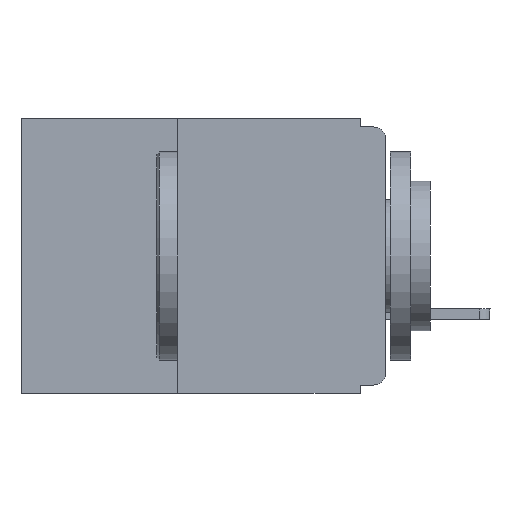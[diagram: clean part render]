
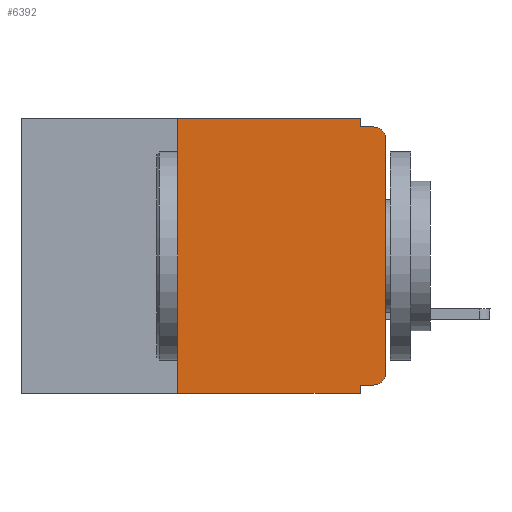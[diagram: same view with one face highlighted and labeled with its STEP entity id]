
A CAD part, left-side view. The second image highlights one B-rep face of the part: STEP entity #6392.
In plain terms, the highlighted planar face has unit normal (-1, 0, 0).
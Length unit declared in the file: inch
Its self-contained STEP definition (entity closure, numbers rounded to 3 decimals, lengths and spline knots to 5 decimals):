
#429 = DIRECTION ( 'NONE',  ( 0., -1., 0. ) ) ;
#478 = EDGE_CURVE ( 'NONE', #3705, #10073, #6818, .T. ) ;
#551 = DIRECTION ( 'NONE',  ( 0., 0., -1. ) ) ;
#582 = ORIENTED_EDGE ( 'NONE', *, *, #4002, .F. ) ;
#605 = CARTESIAN_POINT ( 'NONE',  ( 0., 0., -0.025 ) ) ;
#632 = VERTEX_POINT ( 'NONE', #605 ) ;
#655 = CARTESIAN_POINT ( 'NONE',  ( 0., 0.015, -0.025 ) ) ;
#699 = LINE ( 'NONE', #3453, #8720 ) ;
#786 = DIRECTION ( 'NONE',  ( 0., 0., -1. ) ) ;
#1240 = VECTOR ( 'NONE', #429, 39.37008 ) ;
#1346 = CARTESIAN_POINT ( 'NONE',  ( 0., 0.437, 0. ) ) ;
#1416 = DIRECTION ( 'NONE',  ( 0., -1., 0. ) ) ;
#1444 = ORIENTED_EDGE ( 'NONE', *, *, #11277, .T. ) ;
#1570 = DIRECTION ( 'NONE',  ( -1., 0., 0. ) ) ;
#1573 = ORIENTED_EDGE ( 'NONE', *, *, #8601, .T. ) ;
#1624 = DIRECTION ( 'NONE',  ( -1., 0., 0. ) ) ;
#1688 = CARTESIAN_POINT ( 'NONE',  ( 0., 0.031, -0.33 ) ) ;
#1794 = EDGE_CURVE ( 'NONE', #7703, #632, #2073, .T. ) ;
#1889 = CARTESIAN_POINT ( 'NONE',  ( 0., 0.015, -0.32 ) ) ;
#1897 = AXIS2_PLACEMENT_3D ( 'NONE', #9788, #1624, #786 ) ;
#2073 = LINE ( 'NONE', #2835, #7085 ) ;
#2253 = CARTESIAN_POINT ( 'NONE',  ( 0., 0.015, -0.01 ) ) ;
#2349 = CARTESIAN_POINT ( 'NONE',  ( 0., 0.031, 0. ) ) ;
#2377 = EDGE_LOOP ( 'NONE', ( #6275, #3108, #6164, #11235, #10894, #7979, #1444, #9003, #582, #1573 ) ) ;
#2454 = LINE ( 'NONE', #6337, #6034 ) ;
#2485 = EDGE_CURVE ( 'NONE', #10765, #10722, #11403, .T. ) ;
#2619 = CARTESIAN_POINT ( 'NONE',  ( 0., 0.031, -0.32 ) ) ;
#2775 = VERTEX_POINT ( 'NONE', #3441 ) ;
#2808 = DIRECTION ( 'NONE',  ( 0., 1., 0. ) ) ;
#2835 = CARTESIAN_POINT ( 'NONE',  ( 0., 0., 0. ) ) ;
#3085 = CARTESIAN_POINT ( 'NONE',  ( 0., 0.25, -0.33 ) ) ;
#3108 = ORIENTED_EDGE ( 'NONE', *, *, #3850, .T. ) ;
#3155 = DIRECTION ( 'NONE',  ( 0., -1., 0. ) ) ;
#3208 = CARTESIAN_POINT ( 'NONE',  ( 0., 0.25, 0. ) ) ;
#3441 = CARTESIAN_POINT ( 'NONE',  ( 0., 0.031, -0.33 ) ) ;
#3453 = CARTESIAN_POINT ( 'NONE',  ( 0., 0.031, 0. ) ) ;
#3488 = VECTOR ( 'NONE', #9506, 39.37008 ) ;
#3705 = VERTEX_POINT ( 'NONE', #7893 ) ;
#3718 = FACE_OUTER_BOUND ( 'NONE', #2377, .T. ) ;
#3850 = EDGE_CURVE ( 'NONE', #632, #10073, #5903, .T. ) ;
#3865 = VECTOR ( 'NONE', #1416, 39.37008 ) ;
#4002 = EDGE_CURVE ( 'NONE', #5935, #5863, #2454, .T. ) ;
#4161 = LINE ( 'NONE', #1688, #11227 ) ;
#4272 = CARTESIAN_POINT ( 'NONE',  ( 0., 0.437, 0. ) ) ;
#4567 = DIRECTION ( 'NONE',  ( 0., 0., -1. ) ) ;
#4902 = CARTESIAN_POINT ( 'NONE',  ( 0., 0., -0.01 ) ) ;
#4907 = CARTESIAN_POINT ( 'NONE',  ( 0., 0., -0.305 ) ) ;
#4982 = EDGE_CURVE ( 'NONE', #10722, #9631, #5600, .T. ) ;
#5201 = PLANE ( 'NONE',  #10891 ) ;
#5289 = DIRECTION ( 'NONE',  ( 0., 0., -1. ) ) ;
#5600 = LINE ( 'NONE', #1346, #3865 ) ;
#5863 = VERTEX_POINT ( 'NONE', #2619 ) ;
#5865 = CARTESIAN_POINT ( 'NONE',  ( 0., 0.25, -0.33 ) ) ;
#5903 = CIRCLE ( 'NONE', #10545, 0.015 ) ;
#5935 = VERTEX_POINT ( 'NONE', #1889 ) ;
#6034 = VECTOR ( 'NONE', #2808, 39.37008 ) ;
#6035 = DIRECTION ( 'NONE',  ( 1., 0., 0. ) ) ;
#6164 = ORIENTED_EDGE ( 'NONE', *, *, #478, .F. ) ;
#6275 = ORIENTED_EDGE ( 'NONE', *, *, #1794, .T. ) ;
#6337 = CARTESIAN_POINT ( 'NONE',  ( 0., 0., -0.32 ) ) ;
#6342 = LINE ( 'NONE', #8660, #7477 ) ;
#6392 = ADVANCED_FACE ( 'NONE', ( #3718 ), #5201, .F. ) ;
#6818 = LINE ( 'NONE', #4902, #1240 ) ;
#6901 = EDGE_CURVE ( 'NONE', #9631, #3705, #699, .T. ) ;
#6990 = DIRECTION ( 'NONE',  ( 0., 0., -1. ) ) ;
#7085 = VECTOR ( 'NONE', #10142, 39.37008 ) ;
#7477 = VECTOR ( 'NONE', #3155, 39.37008 ) ;
#7661 = CIRCLE ( 'NONE', #1897, 0.015 ) ;
#7703 = VERTEX_POINT ( 'NONE', #4907 ) ;
#7893 = CARTESIAN_POINT ( 'NONE',  ( 0., 0.031, -0.01 ) ) ;
#7979 = ORIENTED_EDGE ( 'NONE', *, *, #2485, .F. ) ;
#8601 = EDGE_CURVE ( 'NONE', #5935, #7703, #7661, .T. ) ;
#8660 = CARTESIAN_POINT ( 'NONE',  ( 0., 0.437, -0.33 ) ) ;
#8720 = VECTOR ( 'NONE', #551, 39.37008 ) ;
#9003 = ORIENTED_EDGE ( 'NONE', *, *, #11488, .F. ) ;
#9506 = DIRECTION ( 'NONE',  ( 0., 0., 1. ) ) ;
#9631 = VERTEX_POINT ( 'NONE', #2349 ) ;
#9788 = CARTESIAN_POINT ( 'NONE',  ( 0., 0.015, -0.305 ) ) ;
#10073 = VERTEX_POINT ( 'NONE', #2253 ) ;
#10142 = DIRECTION ( 'NONE',  ( 0., 0., 1. ) ) ;
#10545 = AXIS2_PLACEMENT_3D ( 'NONE', #655, #1570, #5289 ) ;
#10722 = VERTEX_POINT ( 'NONE', #3208 ) ;
#10765 = VERTEX_POINT ( 'NONE', #5865 ) ;
#10891 = AXIS2_PLACEMENT_3D ( 'NONE', #4272, #6035, #6990 ) ;
#10894 = ORIENTED_EDGE ( 'NONE', *, *, #4982, .F. ) ;
#11227 = VECTOR ( 'NONE', #4567, 39.37008 ) ;
#11235 = ORIENTED_EDGE ( 'NONE', *, *, #6901, .F. ) ;
#11277 = EDGE_CURVE ( 'NONE', #10765, #2775, #6342, .T. ) ;
#11403 = LINE ( 'NONE', #3085, #3488 ) ;
#11488 = EDGE_CURVE ( 'NONE', #5863, #2775, #4161, .T. ) ;
